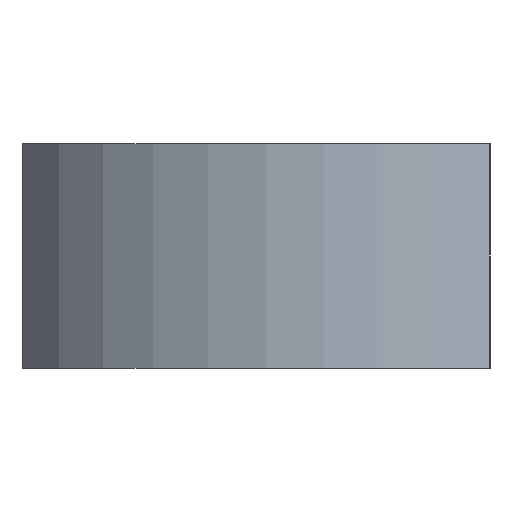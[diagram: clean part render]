
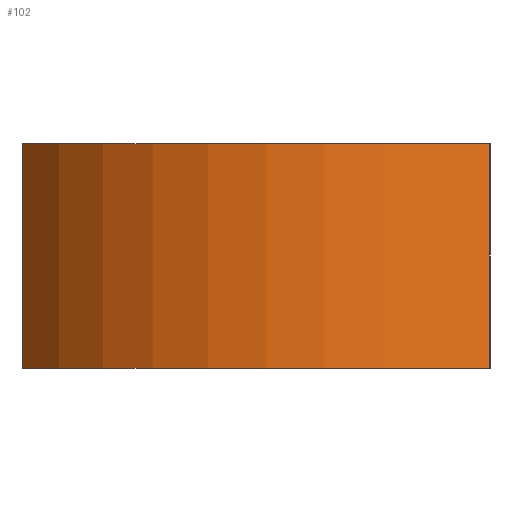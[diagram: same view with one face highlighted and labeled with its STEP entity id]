
A CAD part, left-side view. The second image highlights one B-rep face of the part: STEP entity #102.
In plain terms, the highlighted cylindrical face has radius 18 mm (diameter 36 mm), a partial arc.
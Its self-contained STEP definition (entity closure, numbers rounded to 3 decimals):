
#102 = ADVANCED_FACE( '', ( #222 ), #223, .T. );
#222 = FACE_OUTER_BOUND( '', #335, .T. );
#223 = CYLINDRICAL_SURFACE( '', #336, 18. );
#335 = EDGE_LOOP( '', ( #527, #528, #529, #530 ) );
#336 = AXIS2_PLACEMENT_3D( '', #531, #532, #533 );
#527 = ORIENTED_EDGE( '', *, *, #613, .T. );
#528 = ORIENTED_EDGE( '', *, *, #603, .F. );
#529 = ORIENTED_EDGE( '', *, *, #572, .F. );
#530 = ORIENTED_EDGE( '', *, *, #615, .T. );
#531 = CARTESIAN_POINT( '', ( 0., 0., 6. ) );
#532 = DIRECTION( '', ( 0., 0., 1. ) );
#533 = DIRECTION( '', ( -1., 0., 0. ) );
#572 = EDGE_CURVE( '', #662, #664, #665, .T. );
#603 = EDGE_CURVE( '', #664, #708, #710, .T. );
#613 = EDGE_CURVE( '', #724, #708, #726, .T. );
#615 = EDGE_CURVE( '', #662, #724, #728, .T. );
#662 = VERTEX_POINT( '', #785 );
#664 = VERTEX_POINT( '', #788 );
#665 = CIRCLE( '', #789, 18. );
#708 = VERTEX_POINT( '', #900 );
#710 = LINE( '', #903, #904 );
#724 = VERTEX_POINT( '', #918 );
#726 = CIRCLE( '', #921, 18. );
#728 = LINE( '', #923, #924 );
#785 = CARTESIAN_POINT( '', ( -9.95, 15., 6. ) );
#788 = CARTESIAN_POINT( '', ( -14.967, -10., 6. ) );
#789 = AXIS2_PLACEMENT_3D( '', #967, #968, #969 );
#900 = CARTESIAN_POINT( '', ( -14.967, -10., -6. ) );
#903 = CARTESIAN_POINT( '', ( -14.967, -10., 6. ) );
#904 = VECTOR( '', #1003, 1000. );
#918 = CARTESIAN_POINT( '', ( -9.95, 15., -6. ) );
#921 = AXIS2_PLACEMENT_3D( '', #1020, #1021, #1022 );
#923 = CARTESIAN_POINT( '', ( -9.95, 15., 6. ) );
#924 = VECTOR( '', #1023, 1000. );
#967 = CARTESIAN_POINT( '', ( 0., 0., 6. ) );
#968 = DIRECTION( '', ( 0., 0., 1. ) );
#969 = DIRECTION( '', ( 1., 0., 0. ) );
#1003 = DIRECTION( '', ( 0., 0., -1. ) );
#1020 = CARTESIAN_POINT( '', ( 0., 0., -6. ) );
#1021 = DIRECTION( '', ( 0., 0., 1. ) );
#1022 = DIRECTION( '', ( 1., 0., 0. ) );
#1023 = DIRECTION( '', ( 0., 0., -1. ) );
